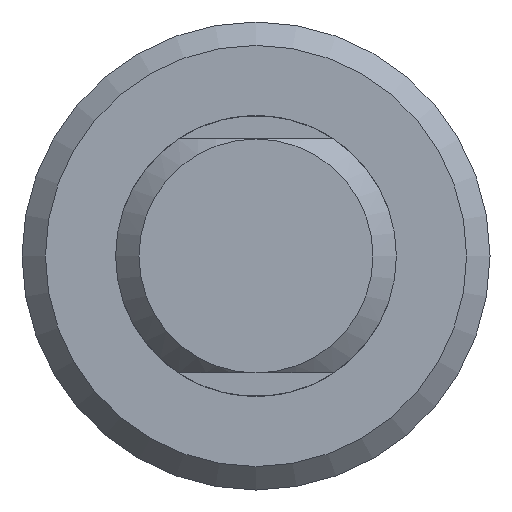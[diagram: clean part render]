
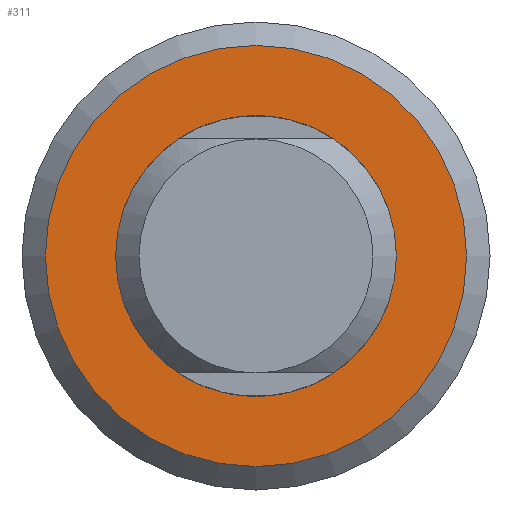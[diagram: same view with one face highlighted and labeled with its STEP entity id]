
A CAD part, front view. The second image highlights one B-rep face of the part: STEP entity #311.
In plain terms, the highlighted planar face has unit normal (0, -1, 0).
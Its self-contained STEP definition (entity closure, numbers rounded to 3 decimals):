
#24=FACE_BOUND('',#67,.T.);
#26=PLANE('',#357);
#44=FACE_OUTER_BOUND('',#66,.T.);
#66=EDGE_LOOP('',(#225));
#67=EDGE_LOOP('',(#226));
#122=CIRCLE('',#356,4.5);
#123=CIRCLE('',#358,3.);
#142=VERTEX_POINT('',#505);
#143=VERTEX_POINT('',#509);
#172=EDGE_CURVE('',#142,#142,#122,.T.);
#174=EDGE_CURVE('',#143,#143,#123,.T.);
#225=ORIENTED_EDGE('',*,*,#172,.F.);
#226=ORIENTED_EDGE('',*,*,#174,.F.);
#311=ADVANCED_FACE('',(#44,#24),#26,.F.);
#356=AXIS2_PLACEMENT_3D('',#506,#409,#410);
#357=AXIS2_PLACEMENT_3D('',#508,#412,#413);
#358=AXIS2_PLACEMENT_3D('',#510,#414,#415);
#409=DIRECTION('center_axis',(0.,1.,0.));
#410=DIRECTION('ref_axis',(-1.,0.,0.));
#412=DIRECTION('center_axis',(0.,1.,0.));
#413=DIRECTION('ref_axis',(0.,0.,1.));
#414=DIRECTION('center_axis',(0.,-1.,0.));
#415=DIRECTION('ref_axis',(1.,0.,0.));
#505=CARTESIAN_POINT('',(4.5,21.,0.));
#506=CARTESIAN_POINT('Origin',(0.,21.,0.));
#508=CARTESIAN_POINT('Origin',(0.,21.,0.));
#509=CARTESIAN_POINT('',(-3.,21.,0.));
#510=CARTESIAN_POINT('Origin',(0.,21.,0.));
